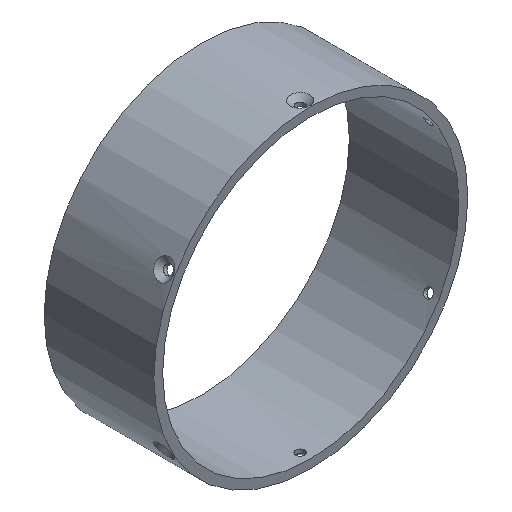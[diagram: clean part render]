
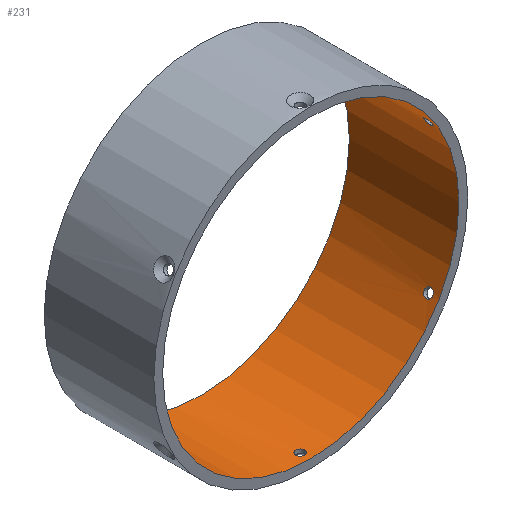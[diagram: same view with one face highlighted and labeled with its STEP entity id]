
A CAD part, isometric view. The second image highlights one B-rep face of the part: STEP entity #231.
In plain terms, the highlighted cylindrical face has radius 83.8 mm (diameter 167.6 mm), a full revolution.
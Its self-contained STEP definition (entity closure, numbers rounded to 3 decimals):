
#20=CIRCLE('',#261,83.8);
#21=CIRCLE('',#262,83.8);
#34=ORIENTED_EDGE('',*,*,#69,.T.);
#35=ORIENTED_EDGE('',*,*,#71,.T.);
#36=ORIENTED_EDGE('',*,*,#73,.T.);
#37=ORIENTED_EDGE('',*,*,#75,.T.);
#38=ORIENTED_EDGE('',*,*,#77,.T.);
#39=ORIENTED_EDGE('',*,*,#78,.F.);
#40=ORIENTED_EDGE('',*,*,#79,.T.);
#41=ORIENTED_EDGE('',*,*,#80,.T.);
#69=EDGE_CURVE('',#91,#91,#113,.T.);
#71=EDGE_CURVE('',#93,#93,#115,.T.);
#73=EDGE_CURVE('',#95,#95,#117,.T.);
#75=EDGE_CURVE('',#97,#97,#119,.T.);
#77=EDGE_CURVE('',#99,#99,#121,.T.);
#78=EDGE_CURVE('',#100,#100,#20,.T.);
#79=EDGE_CURVE('',#101,#101,#21,.T.);
#80=EDGE_CURVE('',#102,#102,#122,.T.);
#91=VERTEX_POINT('',#340);
#93=VERTEX_POINT('',#381);
#95=VERTEX_POINT('',#422);
#97=VERTEX_POINT('',#463);
#99=VERTEX_POINT('',#504);
#100=VERTEX_POINT('',#507);
#101=VERTEX_POINT('',#509);
#102=VERTEX_POINT('',#521);
#113=B_SPLINE_CURVE_WITH_KNOTS('',3,(#329,#330,#331,#332,#333,#334,#335,
#336,#337,#338,#339),.UNSPECIFIED.,.T.,.F.,(1,1,1,1,1,1,1,1,1,1,1,1,1,1,
1),(-0.006,-0.004,-0.002,0.,0.002,
0.004,0.006,0.008,0.01,
0.012,0.014,0.016,0.018,
0.02,0.021),.UNSPECIFIED.);
#115=B_SPLINE_CURVE_WITH_KNOTS('',3,(#370,#371,#372,#373,#374,#375,#376,
#377,#378,#379,#380),.UNSPECIFIED.,.T.,.F.,(1,1,1,1,1,1,1,1,1,1,1,1,1,1,
1),(-0.006,-0.004,-0.002,0.,0.002,
0.004,0.006,0.008,0.01,
0.012,0.014,0.016,0.018,
0.02,0.021),.UNSPECIFIED.);
#117=B_SPLINE_CURVE_WITH_KNOTS('',3,(#411,#412,#413,#414,#415,#416,#417,
#418,#419,#420,#421),.UNSPECIFIED.,.T.,.F.,(1,1,1,1,1,1,1,1,1,1,1,1,1,1,
1),(-0.006,-0.004,-0.002,0.,0.002,
0.004,0.006,0.008,0.01,
0.012,0.014,0.016,0.018,
0.02,0.021),.UNSPECIFIED.);
#119=B_SPLINE_CURVE_WITH_KNOTS('',3,(#452,#453,#454,#455,#456,#457,#458,
#459,#460,#461,#462),.UNSPECIFIED.,.T.,.F.,(1,1,1,1,1,1,1,1,1,1,1,1,1,1,
1),(-0.006,-0.004,-0.002,0.,0.002,
0.004,0.006,0.008,0.01,
0.012,0.014,0.016,0.018,
0.02,0.021),.UNSPECIFIED.);
#121=B_SPLINE_CURVE_WITH_KNOTS('',3,(#493,#494,#495,#496,#497,#498,#499,
#500,#501,#502,#503),.UNSPECIFIED.,.T.,.F.,(1,1,1,1,1,1,1,1,1,1,1,1,1,1,
1),(-0.006,-0.004,-0.002,0.,0.002,
0.004,0.006,0.008,0.01,
0.012,0.014,0.016,0.018,
0.02,0.021),.UNSPECIFIED.);
#122=B_SPLINE_CURVE_WITH_KNOTS('',3,(#510,#511,#512,#513,#514,#515,#516,
#517,#518,#519,#520),.UNSPECIFIED.,.T.,.F.,(1,1,1,1,1,1,1,1,1,1,1,1,1,1,
1),(-0.006,-0.004,-0.002,0.,0.002,
0.004,0.006,0.008,0.01,
0.012,0.014,0.016,0.018,
0.02,0.021),.UNSPECIFIED.);
#140=EDGE_LOOP('',(#34));
#141=EDGE_LOOP('',(#35));
#142=EDGE_LOOP('',(#36));
#143=EDGE_LOOP('',(#37));
#144=EDGE_LOOP('',(#38));
#145=EDGE_LOOP('',(#39));
#146=EDGE_LOOP('',(#40));
#147=EDGE_LOOP('',(#41));
#184=FACE_BOUND('',#140,.T.);
#185=FACE_BOUND('',#141,.T.);
#186=FACE_BOUND('',#142,.T.);
#187=FACE_BOUND('',#143,.T.);
#188=FACE_BOUND('',#144,.T.);
#189=FACE_BOUND('',#145,.T.);
#190=FACE_BOUND('',#146,.T.);
#191=FACE_BOUND('',#147,.T.);
#223=CYLINDRICAL_SURFACE('',#260,83.8);
#231=ADVANCED_FACE('',(#184,#185,#186,#187,#188,#189,#190,#191),#223,.F.);
#260=AXIS2_PLACEMENT_3D('',#505,#281,#282);
#261=AXIS2_PLACEMENT_3D('',#506,#283,#284);
#262=AXIS2_PLACEMENT_3D('',#508,#285,#286);
#281=DIRECTION('',(0.,-1.,0.));
#282=DIRECTION('',(0.,0.,-1.));
#283=DIRECTION('',(0.,-1.,0.));
#284=DIRECTION('',(0.,0.,-1.));
#285=DIRECTION('',(0.,-1.,0.));
#286=DIRECTION('',(0.,0.,-1.));
#329=CARTESIAN_POINT('',(71.578,-54.039,43.586));
#330=CARTESIAN_POINT('',(71.147,-56.001,44.277));
#331=CARTESIAN_POINT('',(71.578,-57.959,43.586));
#332=CARTESIAN_POINT('',(72.58,-58.77,41.906));
#333=CARTESIAN_POINT('',(73.536,-57.96,40.195));
#334=CARTESIAN_POINT('',(73.918,-56.,39.478));
#335=CARTESIAN_POINT('',(73.537,-54.043,40.192));
#336=CARTESIAN_POINT('',(72.582,-53.229,41.902));
#337=CARTESIAN_POINT('',(71.578,-54.039,43.586));
#338=CARTESIAN_POINT('',(71.147,-56.001,44.277));
#339=CARTESIAN_POINT('',(71.578,-57.959,43.586));
#340=CARTESIAN_POINT('',(71.291,-56.,44.046));
#370=CARTESIAN_POINT('',(73.536,-54.039,-40.195));
#371=CARTESIAN_POINT('',(73.918,-56.001,-39.477));
#372=CARTESIAN_POINT('',(73.536,-57.959,-40.195));
#373=CARTESIAN_POINT('',(72.582,-58.77,-41.903));
#374=CARTESIAN_POINT('',(71.578,-57.96,-43.587));
#375=CARTESIAN_POINT('',(71.147,-56.,-44.276));
#376=CARTESIAN_POINT('',(71.576,-54.043,-43.589));
#377=CARTESIAN_POINT('',(72.58,-53.229,-41.907));
#378=CARTESIAN_POINT('',(73.536,-54.039,-40.195));
#379=CARTESIAN_POINT('',(73.918,-56.001,-39.477));
#380=CARTESIAN_POINT('',(73.536,-57.959,-40.195));
#381=CARTESIAN_POINT('',(73.791,-56.,-39.716));
#411=CARTESIAN_POINT('',(1.957,-54.039,-83.781));
#412=CARTESIAN_POINT('',(2.771,-56.001,-83.753));
#413=CARTESIAN_POINT('',(1.958,-57.959,-83.781));
#414=CARTESIAN_POINT('',(0.002,-58.77,-83.809));
#415=CARTESIAN_POINT('',(-1.958,-57.96,-83.781));
#416=CARTESIAN_POINT('',(-2.77,-56.,-83.753));
#417=CARTESIAN_POINT('',(-1.961,-54.043,-83.781));
#418=CARTESIAN_POINT('',(-0.003,-53.229,-83.809));
#419=CARTESIAN_POINT('',(1.957,-54.039,-83.781));
#420=CARTESIAN_POINT('',(2.771,-56.001,-83.753));
#421=CARTESIAN_POINT('',(1.958,-57.959,-83.781));
#422=CARTESIAN_POINT('',(2.5,-56.,-83.763));
#452=CARTESIAN_POINT('',(-71.578,-54.039,-43.586));
#453=CARTESIAN_POINT('',(-71.147,-56.001,-44.277));
#454=CARTESIAN_POINT('',(-71.578,-57.959,-43.586));
#455=CARTESIAN_POINT('',(-72.58,-58.77,-41.906));
#456=CARTESIAN_POINT('',(-73.536,-57.96,-40.195));
#457=CARTESIAN_POINT('',(-73.918,-56.,-39.478));
#458=CARTESIAN_POINT('',(-73.537,-54.043,-40.192));
#459=CARTESIAN_POINT('',(-72.582,-53.229,-41.902));
#460=CARTESIAN_POINT('',(-71.578,-54.039,-43.586));
#461=CARTESIAN_POINT('',(-71.147,-56.001,-44.277));
#462=CARTESIAN_POINT('',(-71.578,-57.959,-43.586));
#463=CARTESIAN_POINT('',(-71.291,-56.,-44.046));
#493=CARTESIAN_POINT('',(-73.536,-54.039,40.195));
#494=CARTESIAN_POINT('',(-73.918,-56.001,39.477));
#495=CARTESIAN_POINT('',(-73.536,-57.959,40.195));
#496=CARTESIAN_POINT('',(-72.582,-58.77,41.903));
#497=CARTESIAN_POINT('',(-71.578,-57.96,43.587));
#498=CARTESIAN_POINT('',(-71.147,-56.,44.276));
#499=CARTESIAN_POINT('',(-71.576,-54.043,43.589));
#500=CARTESIAN_POINT('',(-72.58,-53.229,41.907));
#501=CARTESIAN_POINT('',(-73.536,-54.039,40.195));
#502=CARTESIAN_POINT('',(-73.918,-56.001,39.477));
#503=CARTESIAN_POINT('',(-73.536,-57.959,40.195));
#504=CARTESIAN_POINT('',(-73.791,-56.,39.716));
#505=CARTESIAN_POINT('',(0.,0.,0.));
#506=CARTESIAN_POINT('',(0.,0.,0.));
#507=CARTESIAN_POINT('',(0.,0.,-83.8));
#508=CARTESIAN_POINT('',(0.,-62.,0.));
#509=CARTESIAN_POINT('',(0.,-62.,-83.8));
#510=CARTESIAN_POINT('',(-1.957,-54.039,83.781));
#511=CARTESIAN_POINT('',(-2.771,-56.001,83.753));
#512=CARTESIAN_POINT('',(-1.958,-57.959,83.781));
#513=CARTESIAN_POINT('',(-0.002,-58.77,83.809));
#514=CARTESIAN_POINT('',(1.958,-57.96,83.781));
#515=CARTESIAN_POINT('',(2.77,-56.,83.753));
#516=CARTESIAN_POINT('',(1.961,-54.043,83.781));
#517=CARTESIAN_POINT('',(0.003,-53.229,83.809));
#518=CARTESIAN_POINT('',(-1.957,-54.039,83.781));
#519=CARTESIAN_POINT('',(-2.771,-56.001,83.753));
#520=CARTESIAN_POINT('',(-1.958,-57.959,83.781));
#521=CARTESIAN_POINT('',(-2.5,-56.,83.763));
